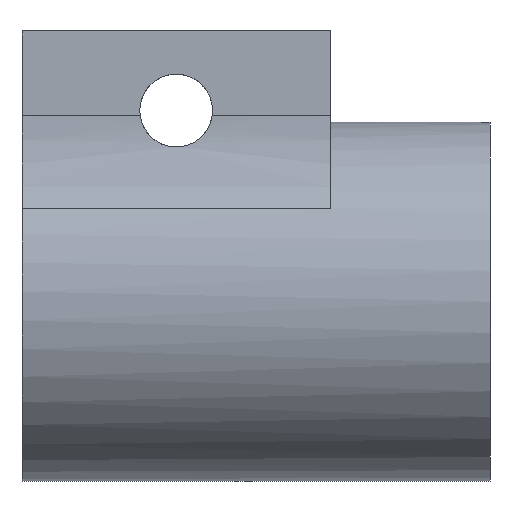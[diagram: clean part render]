
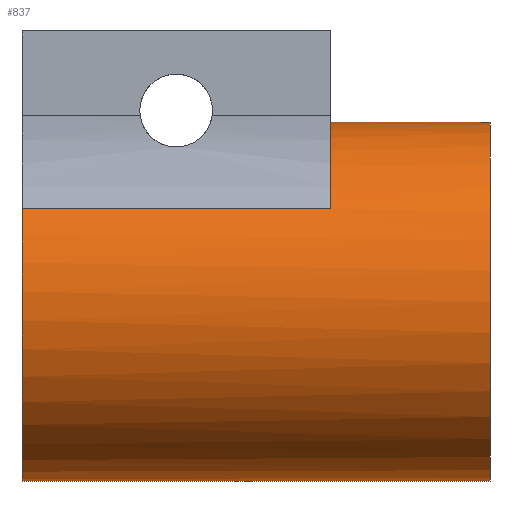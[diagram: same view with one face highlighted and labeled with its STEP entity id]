
A CAD part, left-side view. The second image highlights one B-rep face of the part: STEP entity #837.
In plain terms, the highlighted cylindrical face has radius 6.35 mm (diameter 12.7 mm), a partial arc.
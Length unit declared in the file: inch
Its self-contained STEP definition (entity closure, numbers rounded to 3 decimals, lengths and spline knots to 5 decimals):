
#7 = CARTESIAN_POINT ( 'NONE',  ( 0., 0., 0.25 ) ) ;
#30 = VERTEX_POINT ( 'NONE', #3370 ) ;
#121 = CYLINDRICAL_SURFACE ( 'NONE', #1295, 0.25 ) ;
#137 = ORIENTED_EDGE ( 'NONE', *, *, #852, .T. ) ;
#142 = DIRECTION ( 'NONE',  ( 0., 1., 0. ) ) ;
#264 = CIRCLE ( 'NONE', #3141, 0.25 ) ;
#265 = AXIS2_PLACEMENT_3D ( 'NONE', #711, #2893, #1027 ) ;
#268 = LINE ( 'NONE', #2417, #3497 ) ;
#298 = DIRECTION ( 'NONE',  ( 0., 0., 1. ) ) ;
#325 = ORIENTED_EDGE ( 'NONE', *, *, #591, .F. ) ;
#401 = ORIENTED_EDGE ( 'NONE', *, *, #1046, .F. ) ;
#577 = ORIENTED_EDGE ( 'NONE', *, *, #2053, .F. ) ;
#591 = EDGE_CURVE ( 'NONE', #30, #607, #3613, .T. ) ;
#607 = VERTEX_POINT ( 'NONE', #3595 ) ;
#661 = CARTESIAN_POINT ( 'NONE',  ( 0., 0., -0.25 ) ) ;
#675 = AXIS2_PLACEMENT_3D ( 'NONE', #4057, #2183, #298 ) ;
#711 = CARTESIAN_POINT ( 'NONE',  ( 0., 0.2225, 0. ) ) ;
#837 = ADVANCED_FACE ( 'NONE', ( #2920 ), #121, .T. ) ;
#839 = VERTEX_POINT ( 'NONE', #7 ) ;
#852 = EDGE_CURVE ( 'NONE', #3346, #607, #960, .T. ) ;
#935 = VERTEX_POINT ( 'NONE', #1761 ) ;
#957 = CARTESIAN_POINT ( 'NONE',  ( 0., 0.6525, 0. ) ) ;
#960 = LINE ( 'NONE', #2218, #1076 ) ;
#974 = DIRECTION ( 'NONE',  ( 0., 1., 0. ) ) ;
#1027 = DIRECTION ( 'NONE',  ( 0., 0., 1. ) ) ;
#1046 = EDGE_CURVE ( 'NONE', #3685, #839, #268, .T. ) ;
#1076 = VECTOR ( 'NONE', #974, 39.37008 ) ;
#1126 = ORIENTED_EDGE ( 'NONE', *, *, #1521, .T. ) ;
#1225 = EDGE_LOOP ( 'NONE', ( #401, #577, #1650, #137, #325, #1126, #3504 ) ) ;
#1295 = AXIS2_PLACEMENT_3D ( 'NONE', #957, #3452, #3771 ) ;
#1310 = DIRECTION ( 'NONE',  ( 0., 1., 0. ) ) ;
#1521 = EDGE_CURVE ( 'NONE', #30, #2050, #2782, .T. ) ;
#1585 = AXIS2_PLACEMENT_3D ( 'NONE', #2031, #142, #2352 ) ;
#1624 = CIRCLE ( 'NONE', #265, 0.25 ) ;
#1650 = ORIENTED_EDGE ( 'NONE', *, *, #2395, .F. ) ;
#1761 = CARTESIAN_POINT ( 'NONE',  ( -0.0275, 0.2225, 0.24848 ) ) ;
#1950 = VECTOR ( 'NONE', #2020, 39.37008 ) ;
#2020 = DIRECTION ( 'NONE',  ( 0., -1., 0. ) ) ;
#2031 = CARTESIAN_POINT ( 'NONE',  ( 0., 0.6525, 0. ) ) ;
#2050 = VERTEX_POINT ( 'NONE', #661 ) ;
#2053 = EDGE_CURVE ( 'NONE', #935, #3685, #264, .T. ) ;
#2183 = DIRECTION ( 'NONE',  ( 0., 1., 0. ) ) ;
#2218 = CARTESIAN_POINT ( 'NONE',  ( -0.21375, 0.6525, 0.12966 ) ) ;
#2352 = DIRECTION ( 'NONE',  ( 0., 0., 1. ) ) ;
#2395 = EDGE_CURVE ( 'NONE', #3346, #935, #1624, .T. ) ;
#2417 = CARTESIAN_POINT ( 'NONE',  ( 0., 0.6525, 0.25 ) ) ;
#2782 = LINE ( 'NONE', #2937, #1950 ) ;
#2893 = DIRECTION ( 'NONE',  ( 0., 1., 0. ) ) ;
#2920 = FACE_OUTER_BOUND ( 'NONE', #1225, .T. ) ;
#2937 = CARTESIAN_POINT ( 'NONE',  ( 0., 0.6525, -0.25 ) ) ;
#2941 = CIRCLE ( 'NONE', #675, 0.25 ) ;
#3141 = AXIS2_PLACEMENT_3D ( 'NONE', #3165, #1310, #3479 ) ;
#3165 = CARTESIAN_POINT ( 'NONE',  ( 0., 0.2225, 0. ) ) ;
#3334 = EDGE_CURVE ( 'NONE', #2050, #839, #2941, .T. ) ;
#3346 = VERTEX_POINT ( 'NONE', #3418 ) ;
#3370 = CARTESIAN_POINT ( 'NONE',  ( 0., 0.6525, -0.25 ) ) ;
#3418 = CARTESIAN_POINT ( 'NONE',  ( -0.21375, 0.2225, 0.12966 ) ) ;
#3452 = DIRECTION ( 'NONE',  ( 0., -1., 0. ) ) ;
#3479 = DIRECTION ( 'NONE',  ( 0., 0., 1. ) ) ;
#3497 = VECTOR ( 'NONE', #3968, 39.37008 ) ;
#3504 = ORIENTED_EDGE ( 'NONE', *, *, #3334, .T. ) ;
#3595 = CARTESIAN_POINT ( 'NONE',  ( -0.21375, 0.6525, 0.12966 ) ) ;
#3613 = CIRCLE ( 'NONE', #1585, 0.25 ) ;
#3685 = VERTEX_POINT ( 'NONE', #3795 ) ;
#3771 = DIRECTION ( 'NONE',  ( 0., 0., -1. ) ) ;
#3795 = CARTESIAN_POINT ( 'NONE',  ( 0., 0.2225, 0.25 ) ) ;
#3968 = DIRECTION ( 'NONE',  ( 0., -1., 0. ) ) ;
#4057 = CARTESIAN_POINT ( 'NONE',  ( 0., 0., 0. ) ) ;
